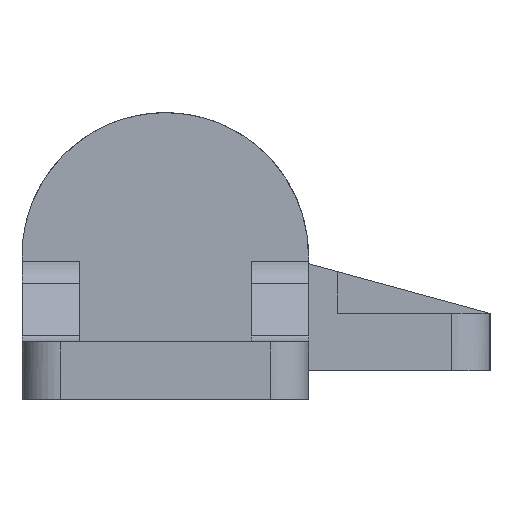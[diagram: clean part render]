
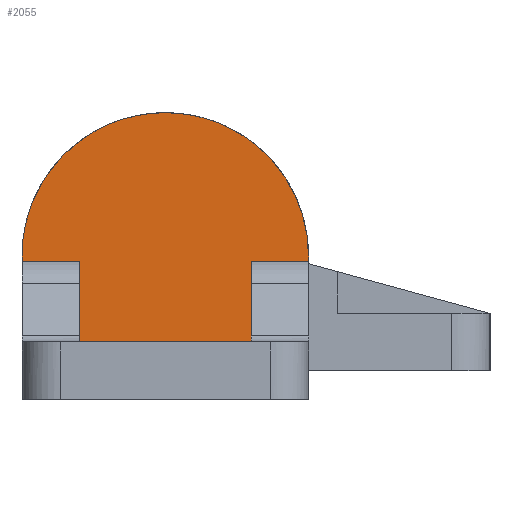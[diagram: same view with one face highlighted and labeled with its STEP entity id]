
A CAD part, left-side view. The second image highlights one B-rep face of the part: STEP entity #2055.
In plain terms, the highlighted free-form (B-spline) face has degree [1, 1] with [2, 2] control points.
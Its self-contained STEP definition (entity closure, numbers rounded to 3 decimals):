
#1106=CARTESIAN_POINT('',(-15.0,7.5,0.0));
#1107=VERTEX_POINT('',#1106);
#1113=CARTESIAN_POINT('',(-15.0,-7.5,0.0));
#1114=VERTEX_POINT('',#1113);
#1115=CARTESIAN_POINT('',(-15.0,-7.5,0.0));
#1116=CARTESIAN_POINT('',(-15.,-7.501,1.043));
#1117=CARTESIAN_POINT('',(-15.0,-7.11,2.883));
#1118=CARTESIAN_POINT('',(-15.,-5.72,5.019));
#1119=CARTESIAN_POINT('',(-15.,-3.967,6.494));
#1120=CARTESIAN_POINT('',(-15.0,-2.139,7.277));
#1121=CARTESIAN_POINT('',(-15.0,-0.248,7.557));
#1122=CARTESIAN_POINT('',(-15.,1.355,7.439));
#1123=CARTESIAN_POINT('',(-15.,2.888,6.974));
#1124=CARTESIAN_POINT('',(-15.,4.466,6.131));
#1125=CARTESIAN_POINT('',(-15.,5.923,4.778));
#1126=CARTESIAN_POINT('',(-15.,7.17,2.638));
#1127=CARTESIAN_POINT('',(-15.,7.501,0.982));
#1128=CARTESIAN_POINT('',(-15.0,7.5,0.0));
#1129=B_SPLINE_CURVE_WITH_KNOTS('',3,(#1115,#1116,#1117,#1118,#1119,#1120,#1121,#1122,#1123,#1124,#1125,#1126,#1127,#1128),.UNSPECIFIED.,.F.,.U.,(4,1,1,1,1,1,1,1,1,1,1,4),(0.,3.129,5.522,7.547,9.941,11.413,13.254,14.727,16.199,18.592,20.617,23.563),.UNSPECIFIED.);
#1130=EDGE_CURVE('',#1114,#1107,#1129,.T.);
#1161=CARTESIAN_POINT('',(-15.0,-4.5,-4.5));
#1162=VERTEX_POINT('',#1161);
#1168=CARTESIAN_POINT('',(-15.0,4.5,-4.5));
#1169=VERTEX_POINT('',#1168);
#1170=CARTESIAN_POINT('',(-15.0,-4.5,-4.5));
#1171=CARTESIAN_POINT('',(-15.0,4.5,-4.5));
#1172=QUASI_UNIFORM_CURVE('',1,(#1170,#1171),.UNSPECIFIED.,.F.,.U.);
#1173=EDGE_CURVE('',#1162,#1169,#1172,.T.);
#1345=CARTESIAN_POINT('',(-15.0,4.5,-0.266));
#1346=VERTEX_POINT('',#1345);
#1362=CARTESIAN_POINT('',(-15.0,7.5,-0.266));
#1363=VERTEX_POINT('',#1362);
#1364=CARTESIAN_POINT('',(-15.0,7.5,-0.266));
#1365=CARTESIAN_POINT('',(-15.0,4.5,-0.266));
#1366=QUASI_UNIFORM_CURVE('',1,(#1364,#1365),.UNSPECIFIED.,.F.,.U.);
#1367=EDGE_CURVE('',#1363,#1346,#1366,.T.);
#1461=CARTESIAN_POINT('',(-15.0,-4.5,-0.266));
#1462=VERTEX_POINT('',#1461);
#1483=CARTESIAN_POINT('',(-15.0,-7.5,-0.266));
#1484=VERTEX_POINT('',#1483);
#1498=CARTESIAN_POINT('',(-15.0,-4.5,-0.266));
#1499=CARTESIAN_POINT('',(-15.0,-7.5,-0.266));
#1500=QUASI_UNIFORM_CURVE('',1,(#1498,#1499),.UNSPECIFIED.,.F.,.U.);
#1501=EDGE_CURVE('',#1462,#1484,#1500,.T.);
#1919=CARTESIAN_POINT('',(-15.0,4.5,-4.5));
#1920=CARTESIAN_POINT('',(-15.0,4.5,-0.266));
#1921=QUASI_UNIFORM_CURVE('',1,(#1919,#1920),.UNSPECIFIED.,.F.,.U.);
#1922=EDGE_CURVE('',#1169,#1346,#1921,.T.);
#1962=CARTESIAN_POINT('',(-15.0,-4.5,-4.5));
#1963=CARTESIAN_POINT('',(-15.0,-4.5,-0.266));
#1964=QUASI_UNIFORM_CURVE('',1,(#1962,#1963),.UNSPECIFIED.,.F.,.U.);
#1965=EDGE_CURVE('',#1162,#1462,#1964,.T.);
#2032=CARTESIAN_POINT('',(-15.0,8.249,8.099));
#2033=CARTESIAN_POINT('',(-15.0,-8.249,8.099));
#2034=CARTESIAN_POINT('',(-15.0,8.249,-5.099));
#2035=CARTESIAN_POINT('',(-15.0,-8.249,-5.099));
#2036=B_SPLINE_SURFACE_WITH_KNOTS('',1,1,((#2032,#2034),(#2033,#2035)),.UNSPECIFIED.,.F.,.F.,.U.,(2,2),(2,2),(0.0,16.499),(0.0,13.199),.UNSPECIFIED.);
#2037=ORIENTED_EDGE('',*,*,#1965,.T.);
#2038=ORIENTED_EDGE('',*,*,#1501,.T.);
#2039=CARTESIAN_POINT('',(-15.0,-7.5,-0.266));
#2040=CARTESIAN_POINT('',(-15.0,-7.5,0.0));
#2041=QUASI_UNIFORM_CURVE('',1,(#2039,#2040),.UNSPECIFIED.,.F.,.U.);
#2042=EDGE_CURVE('',#1484,#1114,#2041,.T.);
#2043=ORIENTED_EDGE('',*,*,#2042,.T.);
#2044=ORIENTED_EDGE('',*,*,#1130,.T.);
#2045=CARTESIAN_POINT('',(-15.0,7.5,0.0));
#2046=CARTESIAN_POINT('',(-15.0,7.5,-0.266));
#2047=QUASI_UNIFORM_CURVE('',1,(#2045,#2046),.UNSPECIFIED.,.F.,.U.);
#2048=EDGE_CURVE('',#1107,#1363,#2047,.T.);
#2049=ORIENTED_EDGE('',*,*,#2048,.T.);
#2050=ORIENTED_EDGE('',*,*,#1367,.T.);
#2051=ORIENTED_EDGE('',*,*,#1922,.F.);
#2052=ORIENTED_EDGE('',*,*,#1173,.F.);
#2053=EDGE_LOOP('',(#2037,#2038,#2043,#2044,#2049,#2050,#2051,#2052));
#2054=FACE_OUTER_BOUND('',#2053,.T.);
#2055=ADVANCED_FACE('',(#2054),#2036,.F.);
